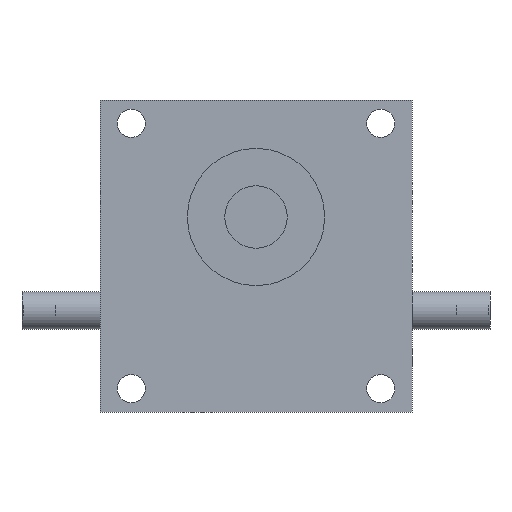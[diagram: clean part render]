
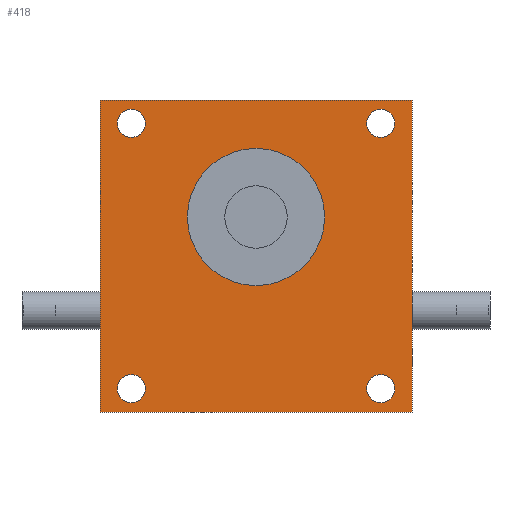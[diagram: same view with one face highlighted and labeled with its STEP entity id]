
A CAD part, front view. The second image highlights one B-rep face of the part: STEP entity #418.
In plain terms, the highlighted planar face has unit normal (0, -1, 0).
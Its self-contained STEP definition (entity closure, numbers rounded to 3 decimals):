
#418 = ADVANCED_FACE( '', ( #907, #908, #909, #910, #911, #912 ), #913, .F. );
#907 = FACE_BOUND( '', #1478, .T. );
#908 = FACE_BOUND( '', #1479, .T. );
#909 = FACE_BOUND( '', #1480, .T. );
#910 = FACE_BOUND( '', #1481, .T. );
#911 = FACE_BOUND( '', #1482, .T. );
#912 = FACE_OUTER_BOUND( '', #1483, .T. );
#913 = PLANE( '', #1484 );
#1478 = EDGE_LOOP( '', ( #2486 ) );
#1479 = EDGE_LOOP( '', ( #2487 ) );
#1480 = EDGE_LOOP( '', ( #2488 ) );
#1481 = EDGE_LOOP( '', ( #2489 ) );
#1482 = EDGE_LOOP( '', ( #2490 ) );
#1483 = EDGE_LOOP( '', ( #2491, #2492, #2493, #2494 ) );
#1484 = AXIS2_PLACEMENT_3D( '', #2495, #2496, #2497 );
#2486 = ORIENTED_EDGE( '', *, *, #3418, .T. );
#2487 = ORIENTED_EDGE( '', *, *, #3230, .T. );
#2488 = ORIENTED_EDGE( '', *, *, #3507, .T. );
#2489 = ORIENTED_EDGE( '', *, *, #3436, .T. );
#2490 = ORIENTED_EDGE( '', *, *, #3529, .T. );
#2491 = ORIENTED_EDGE( '', *, *, #3530, .T. );
#2492 = ORIENTED_EDGE( '', *, *, #3531, .F. );
#2493 = ORIENTED_EDGE( '', *, *, #3381, .F. );
#2494 = ORIENTED_EDGE( '', *, *, #3294, .T. );
#2495 = CARTESIAN_POINT( '', ( -50., -35., 50. ) );
#2496 = DIRECTION( '', ( 0., 1., 0. ) );
#2497 = DIRECTION( '', ( 0., 0., 1. ) );
#3230 = EDGE_CURVE( '', #3834, #3834, #3835, .T. );
#3294 = EDGE_CURVE( '', #3937, #3935, #3938, .T. );
#3381 = EDGE_CURVE( '', #3937, #4094, #4095, .T. );
#3418 = EDGE_CURVE( '', #4144, #4144, #4145, .T. );
#3436 = EDGE_CURVE( '', #4170, #4170, #4171, .T. );
#3507 = EDGE_CURVE( '', #4262, #4262, #4263, .T. );
#3529 = EDGE_CURVE( '', #4295, #4295, #4296, .T. );
#3530 = EDGE_CURVE( '', #3935, #4297, #4298, .T. );
#3531 = EDGE_CURVE( '', #4094, #4297, #4299, .T. );
#3834 = VERTEX_POINT( '', #4675 );
#3835 = CIRCLE( '', #4676, 4.5 );
#3935 = VERTEX_POINT( '', #4804 );
#3937 = VERTEX_POINT( '', #4807 );
#3938 = LINE( '', #4808, #4809 );
#4094 = VERTEX_POINT( '', #5018 );
#4095 = LINE( '', #5019, #5020 );
#4144 = VERTEX_POINT( '', #5093 );
#4145 = CIRCLE( '', #5094, 4.5 );
#4170 = VERTEX_POINT( '', #5155 );
#4171 = CIRCLE( '', #5156, 4.5 );
#4262 = VERTEX_POINT( '', #5300 );
#4263 = CIRCLE( '', #5301, 4.5 );
#4295 = VERTEX_POINT( '', #5340 );
#4296 = CIRCLE( '', #5341, 22. );
#4297 = VERTEX_POINT( '', #5342 );
#4298 = LINE( '', #5343, #5344 );
#4299 = LINE( '', #5345, #5346 );
#4675 = CARTESIAN_POINT( '', ( -35.5, -35., 42.5 ) );
#4676 = AXIS2_PLACEMENT_3D( '', #5676, #5677, #5678 );
#4804 = CARTESIAN_POINT( '', ( -50., -35., -50. ) );
#4807 = CARTESIAN_POINT( '', ( -50., -35., 50. ) );
#4808 = CARTESIAN_POINT( '', ( -50., -35., 50. ) );
#4809 = VECTOR( '', #5756, 1000. );
#5018 = CARTESIAN_POINT( '', ( 50., -35., 50. ) );
#5019 = CARTESIAN_POINT( '', ( -50., -35., 50. ) );
#5020 = VECTOR( '', #5903, 1000. );
#5093 = CARTESIAN_POINT( '', ( 44.5, -35., 42.5 ) );
#5094 = AXIS2_PLACEMENT_3D( '', #5931, #5932, #5933 );
#5155 = CARTESIAN_POINT( '', ( 44.5, -35., -42.5 ) );
#5156 = AXIS2_PLACEMENT_3D( '', #5950, #5951, #5952 );
#5300 = CARTESIAN_POINT( '', ( -35.5, -35., -42.5 ) );
#5301 = AXIS2_PLACEMENT_3D( '', #6022, #6023, #6024 );
#5340 = CARTESIAN_POINT( '', ( 22., -35., 12.5 ) );
#5341 = AXIS2_PLACEMENT_3D( '', #6059, #6060, #6061 );
#5342 = CARTESIAN_POINT( '', ( 50., -35., -50. ) );
#5343 = CARTESIAN_POINT( '', ( -50., -35., -50. ) );
#5344 = VECTOR( '', #6062, 1000. );
#5345 = CARTESIAN_POINT( '', ( 50., -35., 50. ) );
#5346 = VECTOR( '', #6063, 1000. );
#5676 = CARTESIAN_POINT( '', ( -40., -35., 42.5 ) );
#5677 = DIRECTION( '', ( 0., 1., 0. ) );
#5678 = DIRECTION( '', ( 1., 0., 0. ) );
#5756 = DIRECTION( '', ( 0., 0., -1. ) );
#5903 = DIRECTION( '', ( 1., 0., 0. ) );
#5931 = CARTESIAN_POINT( '', ( 40., -35., 42.5 ) );
#5932 = DIRECTION( '', ( 0., 1., 0. ) );
#5933 = DIRECTION( '', ( 1., 0., 0. ) );
#5950 = CARTESIAN_POINT( '', ( 40., -35., -42.5 ) );
#5951 = DIRECTION( '', ( 0., 1., 0. ) );
#5952 = DIRECTION( '', ( 1., 0., 0. ) );
#6022 = CARTESIAN_POINT( '', ( -40., -35., -42.5 ) );
#6023 = DIRECTION( '', ( 0., 1., 0. ) );
#6024 = DIRECTION( '', ( 1., 0., 0. ) );
#6059 = CARTESIAN_POINT( '', ( 0., -35., 12.5 ) );
#6060 = DIRECTION( '', ( 0., 1., 0. ) );
#6061 = DIRECTION( '', ( 1., 0., 0. ) );
#6062 = DIRECTION( '', ( 1., 0., 0. ) );
#6063 = DIRECTION( '', ( 0., 0., -1. ) );
